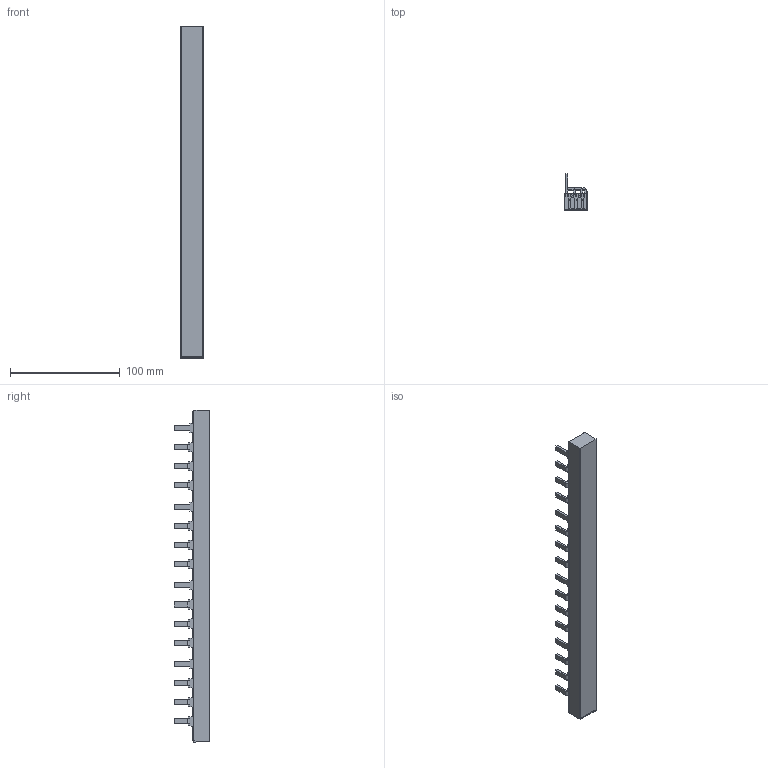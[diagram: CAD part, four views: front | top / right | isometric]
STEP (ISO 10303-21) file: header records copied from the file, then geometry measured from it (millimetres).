
FILE_DESCRIPTION(/* description */ ('Unknown'),/* implementation_level */ '2;1');
FILE_NAME(/* name */ 'PEINE PCZ 4P',/* time_stamp */ '2025-05-20T10:16:43-03:00',/* author */ ('Unknown'),/* organization */ ('Unknown'),/* preprocessor_version */ 'ST-DEVELOPER v16.7',/* originating_system */ 'Solid Edge',/* authorisation */ 'Unknown');
FILE_SCHEMA (('AUTOMOTIVE_DESIGN {1 0 10303 214 3 1 1}'));
Length unit declared in the file: millimetre
Products named in the file (1): PEINE PCZ 4P
Bounding box: 20.7 x 32.7 x 302 mm (x, y, z)
Volume: 59125.9 mm3; surface area: 79303 mm2
Topology: 1 solids, 4 shells, 436 faces, 1225 edges, 797 vertices
Faces by surface type: plane 327, cylinder 109
Entity records: 17079 total; most frequent: CARTESIAN_POINT 2603, ORIENTED_EDGE 2450, DIRECTION 2311, EDGE_CURVE 1225, LINE 965, VECTOR 965, VERTEX_POINT 797, AXIS2_PLACEMENT_3D 673
